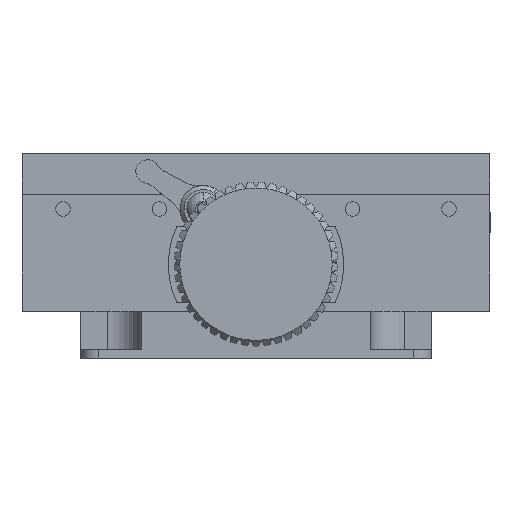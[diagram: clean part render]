
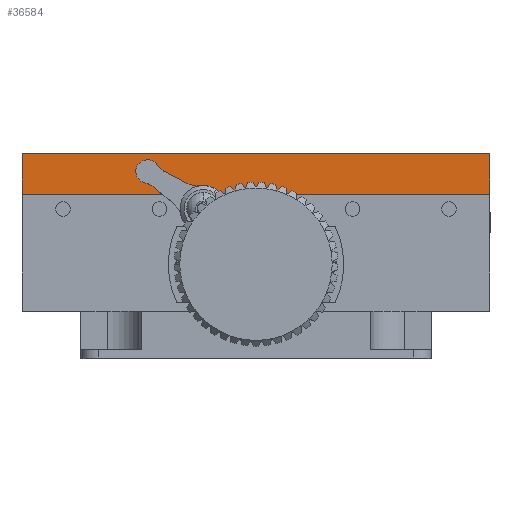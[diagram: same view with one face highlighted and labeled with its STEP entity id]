
A CAD part, top view. The second image highlights one B-rep face of the part: STEP entity #36584.
In plain terms, the highlighted planar face has unit normal (0, 0, 1).
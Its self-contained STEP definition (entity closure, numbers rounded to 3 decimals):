
#1013 = CARTESIAN_POINT ( 'NONE',  ( 40., 20., 17. ) ) ;
#1077 = DIRECTION ( 'NONE',  ( -1., 0., 0. ) ) ;
#1283 = CARTESIAN_POINT ( 'NONE',  ( 40., 27., 17. ) ) ;
#4789 = PLANE ( 'NONE',  #53654 ) ;
#9514 = CARTESIAN_POINT ( 'NONE',  ( 40., 27., 17. ) ) ;
#11319 = EDGE_CURVE ( 'NONE', #13557, #12743, #26786, .T. ) ;
#12743 = VERTEX_POINT ( 'NONE', #53222 ) ;
#13557 = VERTEX_POINT ( 'NONE', #20725 ) ;
#16435 = EDGE_CURVE ( 'NONE', #28106, #37944, #27504, .T. ) ;
#17301 = FACE_OUTER_BOUND ( 'NONE', #39017, .T. ) ;
#18096 = VECTOR ( 'NONE', #53597, 1000. ) ;
#19346 = DIRECTION ( 'NONE',  ( 0., 0., -1. ) ) ;
#20725 = CARTESIAN_POINT ( 'NONE',  ( 40., 27., 17. ) ) ;
#23711 = LINE ( 'NONE', #1013, #59649 ) ;
#26308 = EDGE_CURVE ( 'NONE', #12743, #37944, #23711, .T. ) ;
#26624 = DIRECTION ( 'NONE',  ( 0., -1., 0. ) ) ;
#26786 = LINE ( 'NONE', #54710, #42907 ) ;
#27504 = LINE ( 'NONE', #44131, #18096 ) ;
#28106 = VERTEX_POINT ( 'NONE', #40592 ) ;
#28307 = LINE ( 'NONE', #1283, #31925 ) ;
#31686 = ORIENTED_EDGE ( 'NONE', *, *, #16435, .T. ) ;
#31925 = VECTOR ( 'NONE', #1077, 1000. ) ;
#32371 = CARTESIAN_POINT ( 'NONE',  ( -40., 20., 17. ) ) ;
#36584 = ADVANCED_FACE ( 'NONE', ( #17301 ), #4789, .F. ) ;
#37944 = VERTEX_POINT ( 'NONE', #32371 ) ;
#38901 = DIRECTION ( 'NONE',  ( -1., 0., 0. ) ) ;
#39017 = EDGE_LOOP ( 'NONE', ( #31686, #43422, #52195, #52666 ) ) ;
#40592 = CARTESIAN_POINT ( 'NONE',  ( -40., 27., 17. ) ) ;
#42907 = VECTOR ( 'NONE', #26624, 1000. ) ;
#43422 = ORIENTED_EDGE ( 'NONE', *, *, #26308, .F. ) ;
#44131 = CARTESIAN_POINT ( 'NONE',  ( -40., 27., 17. ) ) ;
#50236 = EDGE_CURVE ( 'NONE', #13557, #28106, #28307, .T. ) ;
#52195 = ORIENTED_EDGE ( 'NONE', *, *, #11319, .F. ) ;
#52666 = ORIENTED_EDGE ( 'NONE', *, *, #50236, .T. ) ;
#53222 = CARTESIAN_POINT ( 'NONE',  ( 40., 20., 17. ) ) ;
#53597 = DIRECTION ( 'NONE',  ( 0., -1., 0. ) ) ;
#53654 = AXIS2_PLACEMENT_3D ( 'NONE', #9514, #19346, #57030 ) ;
#54710 = CARTESIAN_POINT ( 'NONE',  ( 40., 27., 17. ) ) ;
#57030 = DIRECTION ( 'NONE',  ( 0., 1., 0. ) ) ;
#59649 = VECTOR ( 'NONE', #38901, 1000. ) ;
